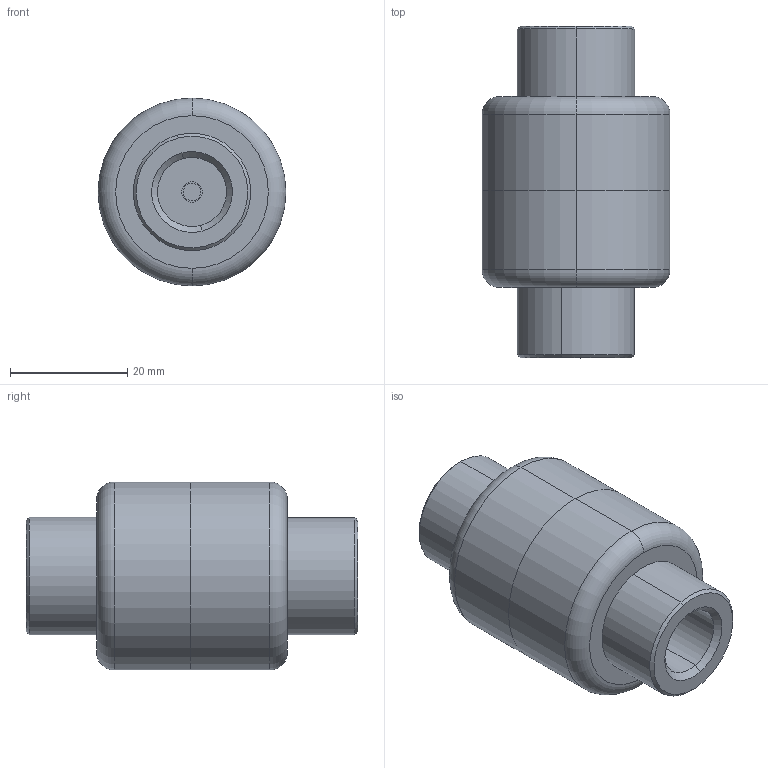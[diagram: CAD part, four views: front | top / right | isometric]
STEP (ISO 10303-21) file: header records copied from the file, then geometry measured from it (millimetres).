
FILE_DESCRIPTION(/* description */ ('Unknown','CAx-IF Rec.Pracs.---Representation and Presentation of Product Manufacturing Information (PMI)---4.0---2014-10-13','CAx-IF Rec.Pracs.---3D Tessellated Geometry---0.4---2014-09-14','2;1'),/* implementation_level */ '2;1');
FILE_NAME(/* name */ '9130-02',/* time_stamp */ '2023-12-05T10:00:48+01:00',/* author */ ('Unknown'),/* organization */ ('Unknown'),/* preprocessor_version */ 'ST-DEVELOPER v18.102',/* originating_system */ 'Solid Edge',/* authorisation */ 'Unknown');
FILE_SCHEMA (('AP242_MANAGED_MODEL_BASED_3D_ENGINEERING_MIM_LF { 1 0 10303 442 1 1 4 }'));
Length unit declared in the file: millimetre
Products named in the file (12): 9130-02; 06I9707_06I9707; 04N9601_04N9601; 06I9611_06I9611; 06H9602_06H9602; 06H9603_06H9603; 06F97003_06F97003; 06N9601_06N9601; 05M9502_05M9502; 06N9608_06N9608; 06B0704_06B0704; MANICOTTO G 1_4
Assembly tree (12 placements, depth 3):
  9130-02
    06I9707_06I9707
    04N9601_04N9601
    06I9611_06I9611
      06H9602_06H9602
      06H9603_06H9603
    06F97003_06F97003
    06N9601_06N9601
    05M9502_05M9502
    06N9608_06N9608
    06B0704_06B0704
    MANICOTTO G 1_4  x2
Bounding box: 32 x 56.5 x 32 mm (x, y, z)
Volume: 15029.7 mm3; surface area: 16327.9 mm2
Topology: 11 solids, 11 shells, 189 faces, 399 edges, 245 vertices
Faces by surface type: cylinder 69, torus 44, plane 42, cone 32, bspline 2
Entity records: 8425 total; most frequent: CARTESIAN_POINT 3986, DIRECTION 1029, ORIENTED_EDGE 758, AXIS2_PLACEMENT_3D 459, EDGE_CURVE 379, CIRCLE 259, VERTEX_POINT 233, EDGE_LOOP 210
